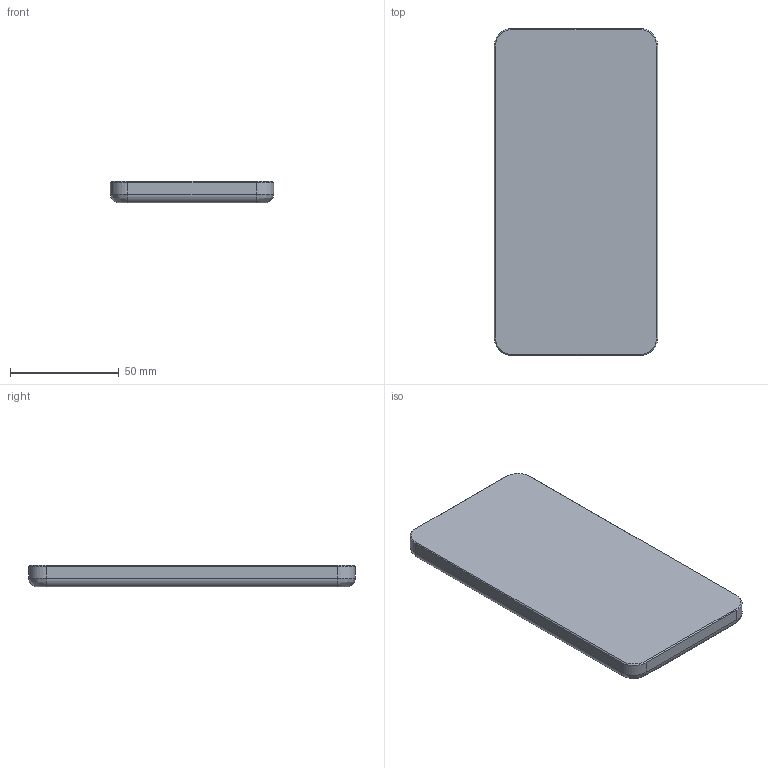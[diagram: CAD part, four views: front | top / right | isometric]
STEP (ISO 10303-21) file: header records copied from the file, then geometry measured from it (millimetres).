
FILE_DESCRIPTION((''),'2;1');
FILE_NAME('SMARTPHONE','2025-03-31T15:35:36',('iw87ukax'),(''),'CREO PARAMETRIC BY PTC INC, 2019010','CREO PARAMETRIC BY PTC INC, 2019010','');
FILE_SCHEMA(('CONFIG_CONTROL_DESIGN'));
Length unit declared in the file: millimetre
Products named in the file (1): SMARTPHONE
Bounding box: 75 x 150 x 10 mm (x, y, z)
Volume: 110417.5 mm3; surface area: 25868.6 mm2
Topology: 1 solids, 1 shells, 26 faces, 56 edges, 32 vertices
Faces by surface type: plane 10, cylinder 8, bspline 4, cone 4
Entity records: 778 total; most frequent: CARTESIAN_POINT 174, DIRECTION 124, ORIENTED_EDGE 112, EDGE_CURVE 56, AXIS2_PLACEMENT_3D 46, VECTOR 32, LINE 32, VERTEX_POINT 32
